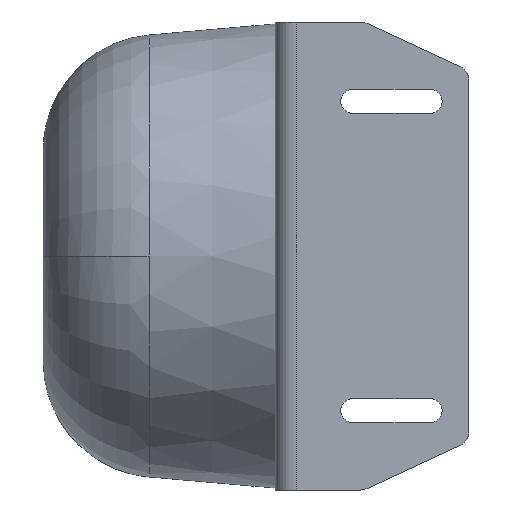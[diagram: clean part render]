
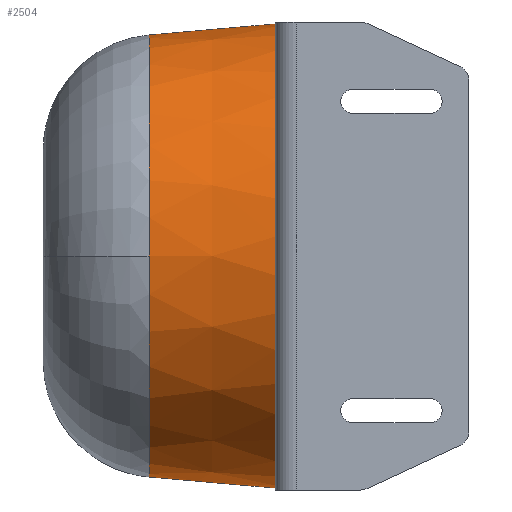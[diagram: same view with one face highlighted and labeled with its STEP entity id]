
A CAD part, left-side view. The second image highlights one B-rep face of the part: STEP entity #2504.
In plain terms, the highlighted conical face has half-angle 5 degrees and reference radius 60 mm.
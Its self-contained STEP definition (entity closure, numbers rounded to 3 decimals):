
#796 = CARTESIAN_POINT ( 'NONE',  ( 0., 0., 0. ) ) ;
#797 = DIRECTION ( 'NONE',  ( 0., -1., 0. ) ) ;
#798 = DIRECTION ( 'NONE',  ( 1., 0., 0. ) ) ;
#1283 = VERTEX_POINT ( 'NONE', #3250 ) ;
#1284 = VERTEX_POINT ( 'NONE', #3251 ) ;
#1287 = VERTEX_POINT ( 'NONE', #3254 ) ;
#1288 = VERTEX_POINT ( 'NONE', #3255 ) ;
#1292 = VERTEX_POINT ( 'NONE', #3259 ) ;
#1432 = B_SPLINE_CURVE_WITH_KNOTS ( 'NONE', 3,
 ( #4992, #4993, #4994, #4995 ),
 .UNSPECIFIED., .F., .F.,
 ( 4, 4 ),
 ( 0., 0.013 ),
 .UNSPECIFIED. ) ;
#1434 = B_SPLINE_CURVE_WITH_KNOTS ( 'NONE', 3,
 ( #4981, #4982, #4983, #4984 ),
 .UNSPECIFIED., .F., .F.,
 ( 4, 4 ),
 ( 0., 0.013 ),
 .UNSPECIFIED. ) ;
#1437 = B_SPLINE_CURVE_WITH_KNOTS ( 'NONE', 3,
 ( #4958, #4959, #4960, #4961 ),
 .UNSPECIFIED., .F., .F.,
 ( 4, 4 ),
 ( 0., 0.02 ),
 .UNSPECIFIED. ) ;
#1440 = B_SPLINE_CURVE_WITH_KNOTS ( 'NONE', 3,
 ( #4944, #4945, #4946, #4947 ),
 .UNSPECIFIED., .F., .F.,
 ( 4, 4 ),
 ( 0., 0.02 ),
 .UNSPECIFIED. ) ;
#1482 = AXIS2_PLACEMENT_3D ( 'NONE', #796, #797, #798 ) ;
#1491 = CONICAL_SURFACE ( 'NONE', #1482, 60., 0.087 ) ;
#1559 = CIRCLE ( 'NONE', #1599, 57.147 ) ;
#1599 = AXIS2_PLACEMENT_3D ( 'NONE', #3410, #3411, #3412 ) ;
#2048 = VERTEX_POINT ( 'NONE', #3383 ) ;
#2049 = VERTEX_POINT ( 'NONE', #3384 ) ;
#2349 = EDGE_CURVE ( 'NONE', #2048, #2049, #1559, .T. ) ;
#2504 = ADVANCED_FACE ( 'NONE', ( #5667 ), #1491, .T. ) ;
#3250 = CARTESIAN_POINT ( 'NONE',  ( 0.98, 0., 59.992 ) ) ;
#3251 = CARTESIAN_POINT ( 'NONE',  ( 0.413, 20.126, 58.238 ) ) ;
#3254 = CARTESIAN_POINT ( 'NONE',  ( 0.413, 20.126, -58.238 ) ) ;
#3255 = CARTESIAN_POINT ( 'NONE',  ( 0.98, 0., -59.992 ) ) ;
#3259 = CARTESIAN_POINT ( 'NONE',  ( 0.079, 32.615, 57.147 ) ) ;
#3383 = CARTESIAN_POINT ( 'NONE',  ( -57.147, 32.615, 0. ) ) ;
#3384 = CARTESIAN_POINT ( 'NONE',  ( 0.079, 32.615, -57.147 ) ) ;
#3410 = CARTESIAN_POINT ( 'NONE',  ( 0., 32.615, 0. ) ) ;
#3411 = DIRECTION ( 'NONE',  ( 0., -1., 0. ) ) ;
#3412 = DIRECTION ( 'NONE',  ( -1., 0., 0. ) ) ;
#3770 = EDGE_CURVE ( 'NONE', #1283, #1284, #1440, .T. ) ;
#3774 = EDGE_CURVE ( 'NONE', #1287, #1288, #1437, .T. ) ;
#3778 = EDGE_CURVE ( 'NONE', #2049, #1287, #1434, .T. ) ;
#3780 = EDGE_CURVE ( 'NONE', #1288, #1283, #6933, .T. ) ;
#3781 = EDGE_CURVE ( 'NONE', #1284, #1292, #1432, .T. ) ;
#3782 = EDGE_CURVE ( 'NONE', #1292, #2048, #6898, .T. ) ;
#4944 = CARTESIAN_POINT ( 'NONE',  ( 0.98, 0., 59.992 ) ) ;
#4945 = CARTESIAN_POINT ( 'NONE',  ( 0.789, 6.709, 59.408 ) ) ;
#4946 = CARTESIAN_POINT ( 'NONE',  ( 0.599, 13.418, 58.823 ) ) ;
#4947 = CARTESIAN_POINT ( 'NONE',  ( 0.413, 20.126, 58.238 ) ) ;
#4958 = CARTESIAN_POINT ( 'NONE',  ( 0.413, 20.126, -58.238 ) ) ;
#4959 = CARTESIAN_POINT ( 'NONE',  ( 0.599, 13.418, -58.823 ) ) ;
#4960 = CARTESIAN_POINT ( 'NONE',  ( 0.789, 6.709, -59.408 ) ) ;
#4961 = CARTESIAN_POINT ( 'NONE',  ( 0.98, 0., -59.992 ) ) ;
#4981 = CARTESIAN_POINT ( 'NONE',  ( 0.079, 32.615, -57.147 ) ) ;
#4982 = CARTESIAN_POINT ( 'NONE',  ( 0.186, 28.452, -57.511 ) ) ;
#4983 = CARTESIAN_POINT ( 'NONE',  ( 0.297, 24.289, -57.874 ) ) ;
#4984 = CARTESIAN_POINT ( 'NONE',  ( 0.413, 20.126, -58.238 ) ) ;
#4989 = CARTESIAN_POINT ( 'NONE',  ( 0., 0., 0. ) ) ;
#4990 = DIRECTION ( 'NONE',  ( 0., 1., 0. ) ) ;
#4991 = DIRECTION ( 'NONE',  ( 1., 0., 0. ) ) ;
#4992 = CARTESIAN_POINT ( 'NONE',  ( 0.413, 20.126, 58.238 ) ) ;
#4993 = CARTESIAN_POINT ( 'NONE',  ( 0.297, 24.289, 57.874 ) ) ;
#4994 = CARTESIAN_POINT ( 'NONE',  ( 0.186, 28.452, 57.511 ) ) ;
#4995 = CARTESIAN_POINT ( 'NONE',  ( 0.079, 32.615, 57.147 ) ) ;
#4996 = CARTESIAN_POINT ( 'NONE',  ( 0., 32.615, 0. ) ) ;
#4997 = DIRECTION ( 'NONE',  ( 0., -1., 0. ) ) ;
#4998 = DIRECTION ( 'NONE',  ( -1., 0., 0. ) ) ;
#5667 = FACE_OUTER_BOUND ( 'NONE', #6514, .T. ) ;
#6514 = EDGE_LOOP ( 'NONE', ( #7456, #7455, #7454, #7453, #7452, #7450, #7451 ) ) ;
#6898 = CIRCLE ( 'NONE', #6930, 57.147 ) ;
#6930 = AXIS2_PLACEMENT_3D ( 'NONE', #4996, #4997, #4998 ) ;
#6932 = AXIS2_PLACEMENT_3D ( 'NONE', #4989, #4990, #4991 ) ;
#6933 = CIRCLE ( 'NONE', #6932, 60. ) ;
#7450 = ORIENTED_EDGE ( 'NONE', *, *, #3782, .T. ) ;
#7451 = ORIENTED_EDGE ( 'NONE', *, *, #2349, .T. ) ;
#7452 = ORIENTED_EDGE ( 'NONE', *, *, #3781, .T. ) ;
#7453 = ORIENTED_EDGE ( 'NONE', *, *, #3770, .T. ) ;
#7454 = ORIENTED_EDGE ( 'NONE', *, *, #3780, .T. ) ;
#7455 = ORIENTED_EDGE ( 'NONE', *, *, #3774, .T. ) ;
#7456 = ORIENTED_EDGE ( 'NONE', *, *, #3778, .T. ) ;
